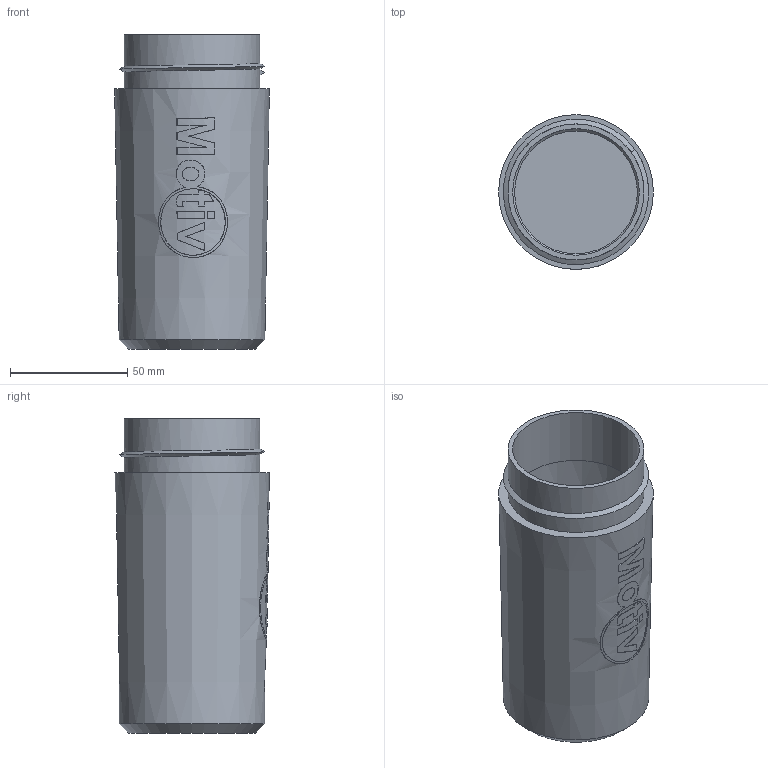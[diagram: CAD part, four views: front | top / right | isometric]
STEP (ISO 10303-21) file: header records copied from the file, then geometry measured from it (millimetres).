
FILE_DESCRIPTION(/* description */ (''),/* implementation_level */ '2;1');
FILE_NAME(/* name */ 'Motiv_Cup_Green.step',/* time_stamp */ '2024-01-19T11:35:45+01:00',/* author */ (''),/* organization */ (''),/* preprocessor_version */ 'ST-DEVELOPER v20',/* originating_system */ 'Autodesk Translation Framework v12.14.0.127',/* authorisation */ '');
FILE_SCHEMA (('AUTOMOTIVE_DESIGN { 1 0 10303 214 3 1 1 }'));
Length unit declared in the file: millimetre
Products named in the file (1): CUP
Bounding box: 66 x 66 x 134 mm (x, y, z)
Volume: 57885.1 mm3; surface area: 58271.4 mm2
Topology: 1 solids, 1 shells, 97 faces, 248 edges, 164 vertices
Faces by surface type: bspline 75, cone 12, plane 7, cylinder 3
Full cylindrical faces by diameter (mm): 54 x1, 58 x2
Entity records: 4483 total; most frequent: CARTESIAN_POINT 2587, ORIENTED_EDGE 496, EDGE_CURVE 248, VERTEX_POINT 164, DIRECTION 153, B_SPLINE_CURVE_WITH_KNOTS 151, EDGE_LOOP 108, FACE_OUTER_BOUND 97
